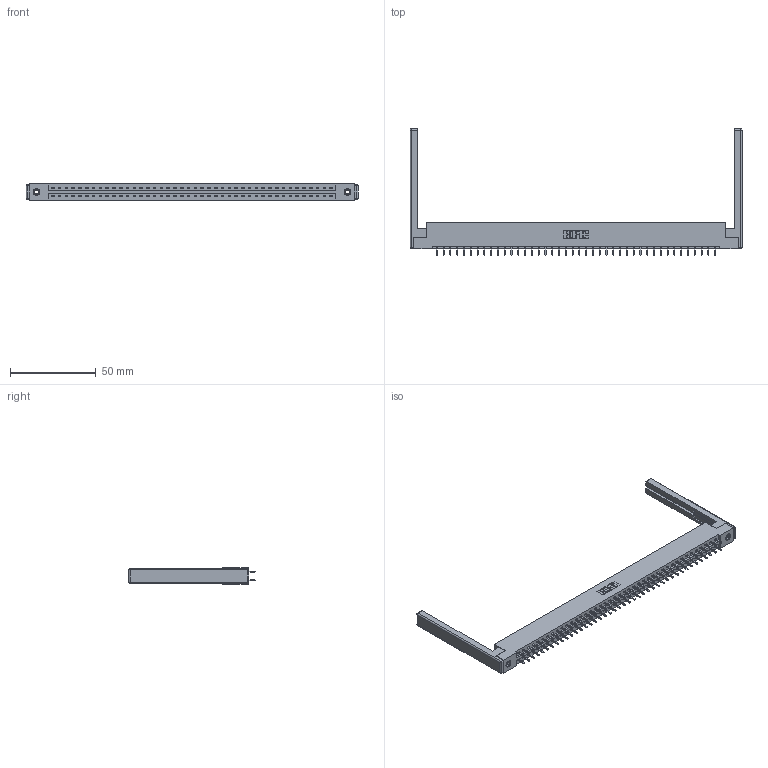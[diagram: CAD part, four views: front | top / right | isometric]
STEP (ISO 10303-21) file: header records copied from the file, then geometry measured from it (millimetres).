
FILE_DESCRIPTION (( 'STEP AP203' ), '1' );
FILE_NAME ('387-084-521-268.STEP', '2019-10-23T00:56:51', ( '' ), ( '' ), 'SwSTEP 2.0', 'SolidWorks 2016', '' );
FILE_SCHEMA (( 'CONFIG_CONTROL_DESIGN' ));
Length unit declared in the file: inch
Products named in the file (5): 345-250-001_345-250-001-102; 307-220-068; 387-084-521-268; 345-292-001_345-293-121; 337 Part_Flush Mounting Lugs - 0.156 Dia-TI
Assembly tree (89 placements, depth 2):
  387-084-521-268
    337 Part_Flush Mounting Lugs - 0.156 Dia-TI
    345-292-001_345-293-121  x84
    345-250-001_345-250-001-102  x2
    307-220-068  x2
Bounding box: 193.85 x 73.79 x 9.4 mm (x, y, z)
Volume: 24780.3 mm3; surface area: 26842.5 mm2
Topology: 89 solids, 89 shells, 4804 faces, 14225 edges, 9350 vertices
Faces by surface type: plane 3350, cylinder 1430, cone 12, sphere 8, torus 4
Entity records: 35342 total; most frequent: CARTESIAN_POINT 5919, ORIENTED_EDGE 5844, DIRECTION 5104, EDGE_CURVE 2922, LINE 2744, VECTOR 2744, VERTEX_POINT 1938, AXIS2_PLACEMENT_3D 1180
